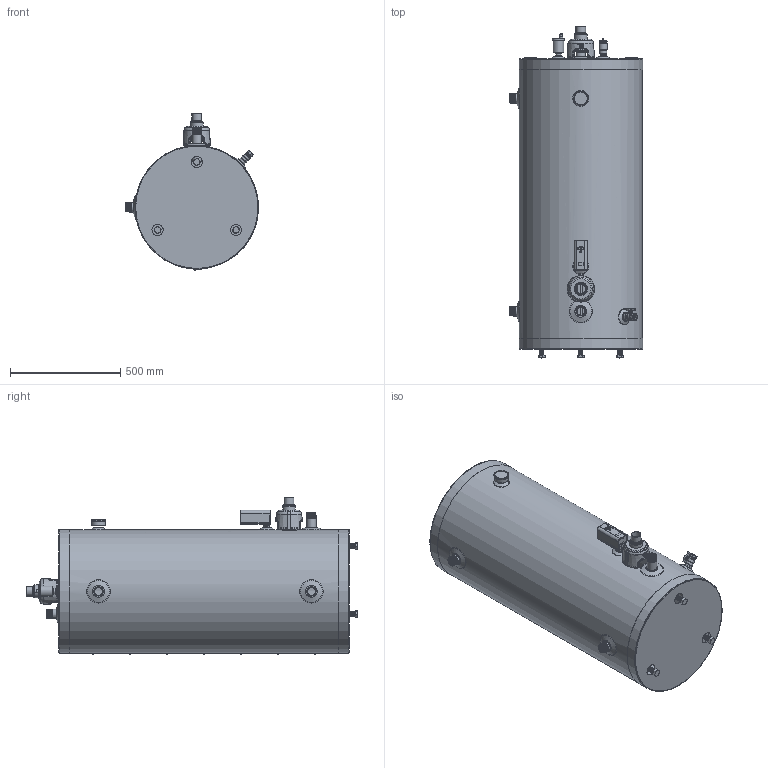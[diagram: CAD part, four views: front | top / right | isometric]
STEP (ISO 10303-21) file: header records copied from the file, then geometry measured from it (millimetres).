
FILE_DESCRIPTION (( 'STEP AP214' ), '1' );
FILE_NAME ('DOUBLEMAX 50-4.STEP', '2019-09-19T20:00:00', ( '' ), ( '' ), 'SwSTEP 2.0', 'SolidWorks 2019', '' );
FILE_SCHEMA (( 'AUTOMOTIVE_DESIGN' ));
Length unit declared in the file: inch
Products named in the file (1): DOUBLEMAX 50-4
Bounding box: 604.01 x 1504.75 x 707.94 mm (x, y, z)
Volume: 3077902.5 mm3; surface area: 6686165.3 mm2
Topology: 56 solids, 56 shells, 2015 faces, 4566 edges, 2701 vertices
Faces by surface type: plane 555, cone 480, cylinder 444, bspline 366, torus 149, sphere 21
Full cylindrical faces by diameter (mm): 2.032 x1, 3.566 x77, 4.762 x2, 4.763 x9, 4.826 x7, 5.08 x2, 8.89 x1, 9.474 x7, 9.525 x1, 11.112 x1, 11.113 x1, 12.065 x1, 12.7 x2, 13.97 x1, 14.097 x1, 14.287 x1, 15.037 x1, 18.859 x2, 19.05 x74, 20.93 x1, 21.336 x1, 21.59 x2, 22.035 x2, 22.225 x6, 23.012 x3, 25.4 x5, 26.67 x1, 30.353 x1, 32.131 x1, 32.69 x1
Entity records: 129148 total; most frequent: CARTESIAN_POINT 66518, DIRECTION 7703, ORIENTED_EDGE 7390, EDGE_CURVE 3695, AXIS2_PLACEMENT_3D 3289, EDGE_LOOP 2906, VERTEX_POINT 2589, FACE_OUTER_BOUND 2341
